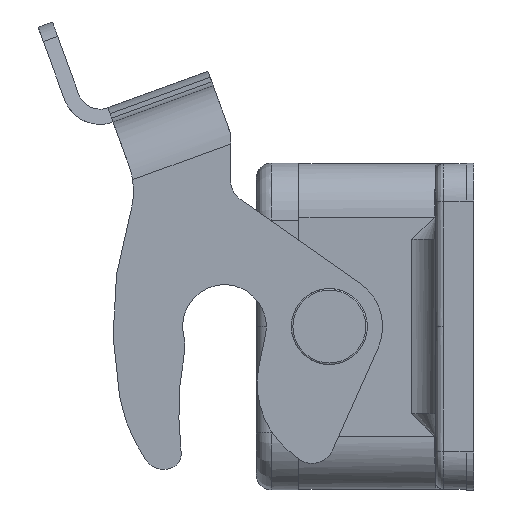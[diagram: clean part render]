
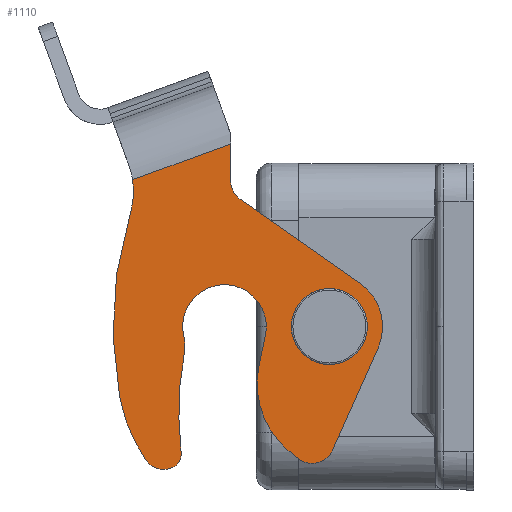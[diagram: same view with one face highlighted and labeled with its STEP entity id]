
A CAD part, left-side view. The second image highlights one B-rep face of the part: STEP entity #1110.
In plain terms, the highlighted planar face has unit normal (-1, 0, 0).
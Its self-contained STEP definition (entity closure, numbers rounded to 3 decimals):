
#551=FACE_BOUND('',#2205,.T.);
#552=FACE_BOUND('',#2206,.T.);
#851=CIRCLE('',#8730,21.5);
#853=CIRCLE('',#8733,2.8);
#855=CIRCLE('',#8736,2.);
#857=CIRCLE('',#8739,44.);
#859=CIRCLE('',#8742,5.);
#861=CIRCLE('',#8745,5.5);
#863=CIRCLE('',#8749,11.5);
#865=CIRCLE('',#8753,3.);
#867=CIRCLE('',#8757,7.);
#869=CIRCLE('',#8761,3.);
#874=CIRCLE('',#8768,49.5);
#875=CIRCLE('',#8770,4.);
#876=CIRCLE('',#8771,10.);
#1110=ADVANCED_FACE('',(#551,#552),#1571,.F.);
#1571=PLANE('',#8772);
#2205=EDGE_LOOP('',(#2966));
#2206=EDGE_LOOP('',(#2967,#2968,#2969,#2970,#2971,#2972,#2973,#2974,#2975,
#2976,#2977,#2978,#2979,#2980,#2981,#2982,#2983,#2984));
#2966=ORIENTED_EDGE('',*,*,#6190,.T.);
#2967=ORIENTED_EDGE('',*,*,#6191,.T.);
#2968=ORIENTED_EDGE('',*,*,#6188,.T.);
#2969=ORIENTED_EDGE('',*,*,#6141,.T.);
#2970=ORIENTED_EDGE('',*,*,#6145,.T.);
#2971=ORIENTED_EDGE('',*,*,#6148,.T.);
#2972=ORIENTED_EDGE('',*,*,#6151,.T.);
#2973=ORIENTED_EDGE('',*,*,#6154,.T.);
#2974=ORIENTED_EDGE('',*,*,#6157,.T.);
#2975=ORIENTED_EDGE('',*,*,#6160,.T.);
#2976=ORIENTED_EDGE('',*,*,#6163,.T.);
#2977=ORIENTED_EDGE('',*,*,#6166,.T.);
#2978=ORIENTED_EDGE('',*,*,#6169,.T.);
#2979=ORIENTED_EDGE('',*,*,#6172,.T.);
#2980=ORIENTED_EDGE('',*,*,#6175,.T.);
#2981=ORIENTED_EDGE('',*,*,#6178,.T.);
#2982=ORIENTED_EDGE('',*,*,#6181,.T.);
#2983=ORIENTED_EDGE('',*,*,#6192,.T.);
#2984=ORIENTED_EDGE('',*,*,#6193,.F.);
#5290=VERTEX_POINT('',#11758);
#5291=VERTEX_POINT('',#11760);
#5294=VERTEX_POINT('',#11767);
#5296=VERTEX_POINT('',#11773);
#5298=VERTEX_POINT('',#11779);
#5300=VERTEX_POINT('',#11785);
#5302=VERTEX_POINT('',#11791);
#5304=VERTEX_POINT('',#11797);
#5306=VERTEX_POINT('',#11803);
#5308=VERTEX_POINT('',#11809);
#5310=VERTEX_POINT('',#11815);
#5312=VERTEX_POINT('',#11821);
#5314=VERTEX_POINT('',#11827);
#5316=VERTEX_POINT('',#11833);
#5318=VERTEX_POINT('',#11839);
#5323=VERTEX_POINT('',#11854);
#5324=VERTEX_POINT('',#11858);
#5325=VERTEX_POINT('',#11860);
#5326=VERTEX_POINT('',#11862);
#6141=EDGE_CURVE('',#5291,#5290,#851,.T.);
#6145=EDGE_CURVE('',#5290,#5294,#853,.T.);
#6148=EDGE_CURVE('',#5294,#5296,#855,.T.);
#6151=EDGE_CURVE('',#5296,#5298,#857,.T.);
#6154=EDGE_CURVE('',#5298,#5300,#859,.T.);
#6157=EDGE_CURVE('',#5300,#5302,#861,.T.);
#6160=EDGE_CURVE('',#5302,#5304,#7353,.T.);
#6163=EDGE_CURVE('',#5304,#5306,#863,.T.);
#6166=EDGE_CURVE('',#5306,#5308,#7357,.T.);
#6169=EDGE_CURVE('',#5308,#5310,#865,.T.);
#6172=EDGE_CURVE('',#5310,#5312,#7361,.T.);
#6175=EDGE_CURVE('',#5312,#5314,#867,.T.);
#6178=EDGE_CURVE('',#5314,#5316,#7365,.T.);
#6181=EDGE_CURVE('',#5316,#5318,#869,.T.);
#6188=EDGE_CURVE('',#5323,#5291,#874,.T.);
#6190=EDGE_CURVE('',#5324,#5324,#875,.T.);
#6191=EDGE_CURVE('',#5325,#5323,#876,.T.);
#6192=EDGE_CURVE('',#5318,#5326,#7371,.T.);
#6193=EDGE_CURVE('',#5325,#5326,#7372,.T.);
#7353=LINE('',#11798,#8038);
#7357=LINE('',#11810,#8042);
#7361=LINE('',#11822,#8046);
#7365=LINE('',#11834,#8050);
#7371=LINE('',#11861,#8056);
#7372=LINE('',#11863,#8057);
#8038=VECTOR('',#9626,1.);
#8042=VECTOR('',#9638,1.);
#8046=VECTOR('',#9650,1.);
#8050=VECTOR('',#9662,1.);
#8056=VECTOR('',#9692,1.);
#8057=VECTOR('',#9693,1.);
#8730=AXIS2_PLACEMENT_3D('',#11759,#9583,#9584);
#8733=AXIS2_PLACEMENT_3D('',#11768,#9591,#9592);
#8736=AXIS2_PLACEMENT_3D('',#11774,#9598,#9599);
#8739=AXIS2_PLACEMENT_3D('',#11780,#9605,#9606);
#8742=AXIS2_PLACEMENT_3D('',#11786,#9612,#9613);
#8745=AXIS2_PLACEMENT_3D('',#11792,#9619,#9620);
#8749=AXIS2_PLACEMENT_3D('',#11804,#9631,#9632);
#8753=AXIS2_PLACEMENT_3D('',#11816,#9643,#9644);
#8757=AXIS2_PLACEMENT_3D('',#11828,#9655,#9656);
#8761=AXIS2_PLACEMENT_3D('',#11840,#9667,#9668);
#8768=AXIS2_PLACEMENT_3D('',#11853,#9683,#9684);
#8770=AXIS2_PLACEMENT_3D('',#11857,#9688,#9689);
#8771=AXIS2_PLACEMENT_3D('',#11859,#9690,#9691);
#8772=AXIS2_PLACEMENT_3D('',#11864,#9694,#9695);
#9583=DIRECTION('',(-1.,0.,0.));
#9584=DIRECTION('',(0.,0.982,-0.189));
#9591=DIRECTION('',(-1.,0.,0.));
#9592=DIRECTION('',(0.,0.82,-0.572));
#9598=DIRECTION('',(-1.,0.,0.));
#9599=DIRECTION('',(0.,-0.388,-0.922));
#9605=DIRECTION('',(1.,0.,0.));
#9606=DIRECTION('',(0.,0.993,-0.116));
#9612=DIRECTION('',(-1.,0.,0.));
#9613=DIRECTION('',(0.,-0.983,-0.181));
#9619=DIRECTION('',(1.,0.,0.));
#9620=DIRECTION('',(0.,0.971,-0.241));
#9626=DIRECTION('',(0.,0.205,-0.979));
#9631=DIRECTION('',(-1.,0.,0.));
#9632=DIRECTION('',(0.,0.979,0.205));
#9638=DIRECTION('',(0.,-0.762,-0.647));
#9643=DIRECTION('',(-1.,0.,0.));
#9644=DIRECTION('',(0.,0.647,-0.762));
#9650=DIRECTION('',(0.,-0.407,0.914));
#9655=DIRECTION('',(-1.,0.,0.));
#9656=DIRECTION('',(0.,-0.914,-0.407));
#9662=DIRECTION('',(0.,0.819,0.573));
#9667=DIRECTION('',(1.,0.,0.));
#9668=DIRECTION('',(0.,0.573,-0.819));
#9683=DIRECTION('',(-1.,0.,0.));
#9684=DIRECTION('',(0.,0.954,0.298));
#9688=DIRECTION('',(1.,0.,0.));
#9689=DIRECTION('',(0.,0.,-1.));
#9690=DIRECTION('',(1.,0.,0.));
#9691=DIRECTION('',(0.,-0.988,0.156));
#9692=DIRECTION('',(0.,0.,1.));
#9693=DIRECTION('',(0.,-0.94,0.342));
#9694=DIRECTION('',(1.,0.,0.));
#9695=DIRECTION('',(0.,0.,1.));
#11758=CARTESIAN_POINT('',(-23.951,17.848,-17.602));
#11759=CARTESIAN_POINT('',(-23.951,0.215,-5.3));
#11760=CARTESIAN_POINT('',(-23.951,21.326,-9.37));
#11767=CARTESIAN_POINT('',(-23.951,14.464,-18.58));
#11768=CARTESIAN_POINT('',(-23.951,15.551,-16.));
#11773=CARTESIAN_POINT('',(-23.951,13.254,-16.505));
#11774=CARTESIAN_POINT('',(-23.951,15.24,-16.737));
#11779=CARTESIAN_POINT('',(-23.951,12.824,-3.435));
#11780=CARTESIAN_POINT('',(-23.951,-30.449,-11.4));
#11785=CARTESIAN_POINT('',(-23.951,12.889,-1.325));
#11786=CARTESIAN_POINT('',(-23.951,17.742,-2.53));
#11791=CARTESIAN_POINT('',(-23.951,2.167,-1.125));
#11792=CARTESIAN_POINT('',(-23.951,7.551,0.));
#11797=CARTESIAN_POINT('',(-23.951,3.008,-5.148));
#11798=CARTESIAN_POINT('',(-23.951,2.167,-1.125));
#11803=CARTESIAN_POINT('',(-23.951,-0.804,-16.265));
#11804=CARTESIAN_POINT('',(-23.951,-8.249,-7.5));
#11809=CARTESIAN_POINT('',(-23.951,-2.007,-17.287));
#11810=CARTESIAN_POINT('',(-23.951,-0.804,-16.265));
#11815=CARTESIAN_POINT('',(-23.951,-6.689,-16.22));
#11816=CARTESIAN_POINT('',(-23.951,-3.949,-15.));
#11821=CARTESIAN_POINT('',(-23.951,-12.644,-2.847));
#11822=CARTESIAN_POINT('',(-23.951,-6.689,-16.22));
#11827=CARTESIAN_POINT('',(-23.951,-10.261,5.736));
#11828=CARTESIAN_POINT('',(-23.951,-6.249,0.));
#11833=CARTESIAN_POINT('',(-23.951,5.471,16.742));
#11834=CARTESIAN_POINT('',(-23.951,-10.261,5.736));
#11839=CARTESIAN_POINT('',(-23.951,6.751,19.2));
#11840=CARTESIAN_POINT('',(-23.951,3.751,19.2));
#11853=CARTESIAN_POINT('',(-23.951,-27.279,0.));
#11854=CARTESIAN_POINT('',(-23.951,19.965,14.773));
#11857=CARTESIAN_POINT('',(-23.951,-6.249,0.));
#11858=CARTESIAN_POINT('',(-23.951,-6.249,-4.));
#11859=CARTESIAN_POINT('',(-23.951,29.51,17.757));
#11860=CARTESIAN_POINT('',(-23.951,19.631,19.313));
#11861=CARTESIAN_POINT('',(-23.951,6.751,19.2));
#11862=CARTESIAN_POINT('',(-23.951,6.751,24.001));
#11863=CARTESIAN_POINT('',(-23.951,19.631,19.313));
#11864=CARTESIAN_POINT('',(-23.951,23.976,-21.321));
